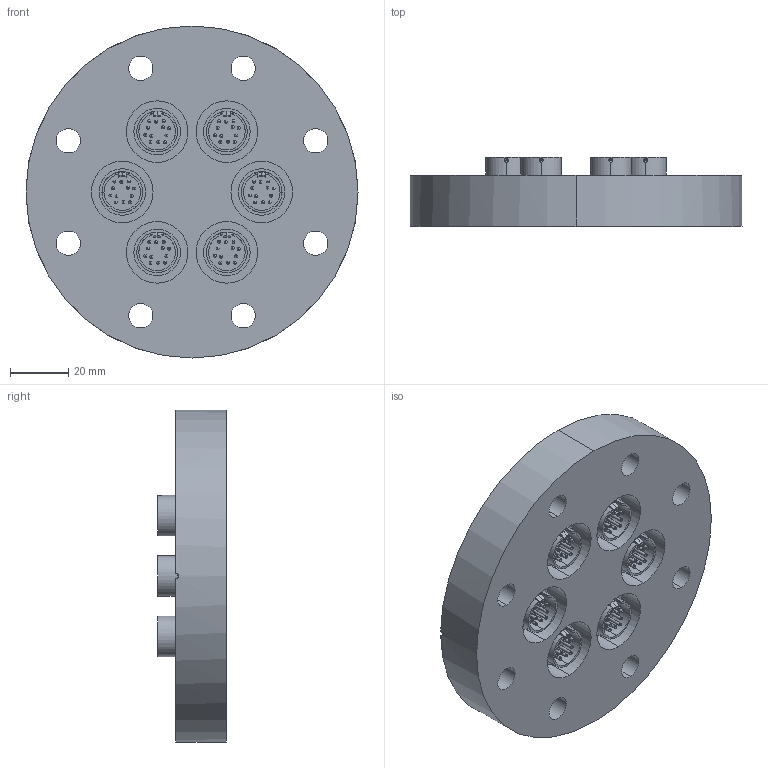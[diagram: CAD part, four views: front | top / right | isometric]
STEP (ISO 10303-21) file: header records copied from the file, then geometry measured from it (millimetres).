
FILE_DESCRIPTION (( 'STEP AP214' ), '1' );
FILE_NAME ('220-CM12-C63-6.STEP', '2020-10-23T06:13:04', ( '' ), ( '' ), 'SwSTEP 2.0', 'SolidWorks 2017', '' );
FILE_SCHEMA (( 'AUTOMOTIVE_DESIGN' ));
Length unit declared in the file: millimetre
Products named in the file (6): 9220-PIN-FENI_pin vergd; 220-CM12-C63-6; 220-CM12_220-CM-ohne Logo; 9220-CM-GLASS12-PLATE; 9220-CMX-C63-X_9220-CMX-C63-6; 9220-CM-W-V0914_Einbuchtung-neu
Assembly tree (21 placements, depth 3):
  220-CM12-C63-6
    9220-CMX-C63-X_9220-CMX-C63-6
    220-CM12_220-CM-ohne Logo  x6
      9220-CM-W-V0914_Einbuchtung-neu
      9220-CM-GLASS12-PLATE
      9220-PIN-FENI_pin vergd
Bounding box: 114.3 x 23.75 x 114.3 mm (x, y, z)
Volume: 144556.3 mm3; surface area: 56749.7 mm2
Topology: 85 solids, 85 shells, 954 faces, 2654 edges, 1612 vertices
Faces by surface type: cylinder 448, sphere 288, plane 118, torus 42, cone 34, bspline 24
Entity records: 4810 total; most frequent: CARTESIAN_POINT 1104, DIRECTION 790, ORIENTED_EDGE 674, AXIS2_PLACEMENT_3D 342, EDGE_CURVE 337, VERTEX_POINT 222, CIRCLE 193, EDGE_LOOP 187
